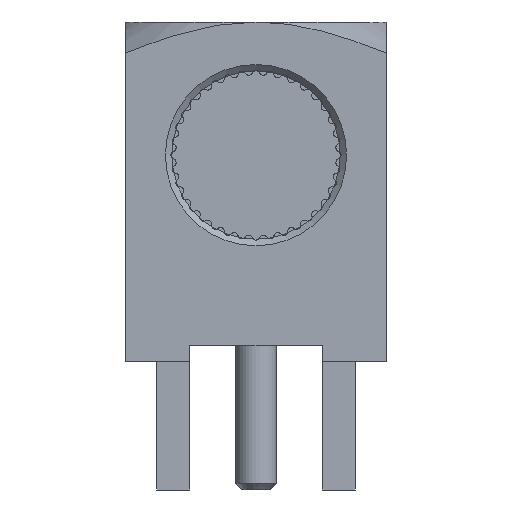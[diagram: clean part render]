
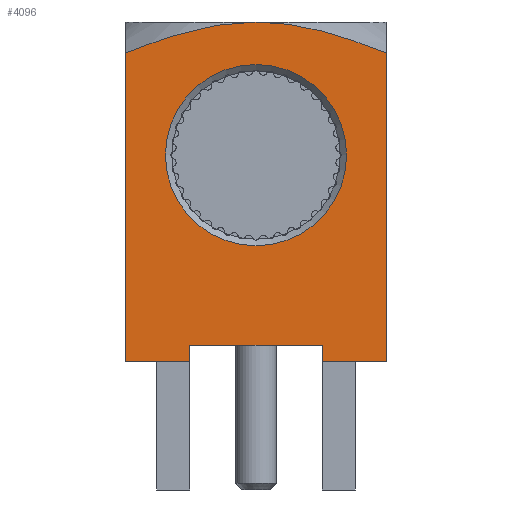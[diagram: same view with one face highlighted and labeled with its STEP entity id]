
A CAD part, left-side view. The second image highlights one B-rep face of the part: STEP entity #4096.
In plain terms, the highlighted planar face has unit normal (-1, 0, 0).
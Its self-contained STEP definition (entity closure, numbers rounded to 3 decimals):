
#19=(
BOUNDED_CURVE()
B_SPLINE_CURVE(2,(#10192,#10193,#10194),.UNSPECIFIED.,.F.,.F.)
B_SPLINE_CURVE_WITH_KNOTS((3,3),(4.133,8.266),
 .UNSPECIFIED.)
CURVE()
GEOMETRIC_REPRESENTATION_ITEM()
RATIONAL_B_SPLINE_CURVE((1.,1.099,1.))
REPRESENTATION_ITEM($)
);
#21=(
BOUNDED_CURVE()
B_SPLINE_CURVE(2,(#10201,#10202,#10203),.UNSPECIFIED.,.F.,.F.)
B_SPLINE_CURVE_WITH_KNOTS((3,3),(0.,4.133),.UNSPECIFIED.)
CURVE()
GEOMETRIC_REPRESENTATION_ITEM()
RATIONAL_B_SPLINE_CURVE((1.,1.099,1.))
REPRESENTATION_ITEM($)
);
#128=FACE_BOUND($,#914,.T.);
#160=CIRCLE($,#4368,2.785);
#278=PLANE($,#4391);
#671=FACE_OUTER_BOUND($,#913,.T.);
#913=EDGE_LOOP($,(#3475,#3476,#3477,#3478,#3479,#3480,#3481,#3482,#3483));
#914=EDGE_LOOP($,(#3484));
#1156=LINE($,#9994,#1389);
#1177=LINE($,#10120,#1410);
#1187=LINE($,#10142,#1420);
#1191=LINE($,#10147,#1424);
#1201=LINE($,#10166,#1434);
#1203=LINE($,#10209,#1436);
#1204=LINE($,#10210,#1437);
#1389=VECTOR($,#4980,4.06);
#1410=VECTOR($,#5039,1.97);
#1420=VECTOR($,#5059,0.5);
#1424=VECTOR($,#5065,0.5);
#1434=VECTOR($,#5089,1.97);
#1436=VECTOR($,#5109,9.483);
#1437=VECTOR($,#5110,9.483);
#1840=VERTEX_POINT($,#9972);
#1850=VERTEX_POINT($,#9992);
#1872=VERTEX_POINT($,#10112);
#1874=VERTEX_POINT($,#10117);
#1875=VERTEX_POINT($,#10119);
#1882=VERTEX_POINT($,#10141);
#1884=VERTEX_POINT($,#10165);
#1890=VERTEX_POINT($,#10190);
#1891=VERTEX_POINT($,#10191);
#1892=VERTEX_POINT($,#10200);
#2395=EDGE_CURVE($,#1840,#1850,#1156,.T.);
#2421=EDGE_CURVE($,#1872,#1872,#160,.T.);
#2424=EDGE_CURVE($,#1875,#1874,#1177,.T.);
#2434=EDGE_CURVE($,#1882,#1840,#1187,.T.);
#2438=EDGE_CURVE($,#1875,#1850,#1191,.T.);
#2448=EDGE_CURVE($,#1884,#1882,#1201,.T.);
#2456=EDGE_CURVE($,#1890,#1891,#19,.T.);
#2459=EDGE_CURVE($,#1892,#1890,#21,.T.);
#2462=EDGE_CURVE($,#1884,#1891,#1203,.T.);
#2463=EDGE_CURVE($,#1874,#1892,#1204,.T.);
#3475=ORIENTED_EDGE($,*,*,#2459,.T.);
#3476=ORIENTED_EDGE($,*,*,#2456,.T.);
#3477=ORIENTED_EDGE($,*,*,#2462,.F.);
#3478=ORIENTED_EDGE($,*,*,#2448,.T.);
#3479=ORIENTED_EDGE($,*,*,#2434,.T.);
#3480=ORIENTED_EDGE($,*,*,#2395,.T.);
#3481=ORIENTED_EDGE($,*,*,#2438,.F.);
#3482=ORIENTED_EDGE($,*,*,#2424,.T.);
#3483=ORIENTED_EDGE($,*,*,#2463,.T.);
#3484=ORIENTED_EDGE($,*,*,#2421,.T.);
#4096=ADVANCED_FACE($,(#671,#128),#278,.T.);
#4368=AXIS2_PLACEMENT_3D($,#10113,#5033,#5034);
#4391=AXIS2_PLACEMENT_3D($,#10208,#5107,#5108);
#4980=DIRECTION($,(0.,-1.,0.));
#5033=DIRECTION('center_axis',(1.,0.,0.));
#5034=DIRECTION('ref_axis',(0.,1.,0.));
#5039=DIRECTION($,(0.,-1.,0.));
#5059=DIRECTION($,(0.,0.,1.));
#5065=DIRECTION($,(0.,0.,1.));
#5089=DIRECTION($,(0.,-1.,0.));
#5107=DIRECTION('center_axis',(-1.,0.,0.));
#5108=DIRECTION('ref_axis',(0.,-1.,0.));
#5109=DIRECTION($,(0.,0.,1.));
#5110=DIRECTION($,(0.,0.,1.));
#9972=CARTESIAN_POINT('',(-4.,2.03,0.5));
#9992=CARTESIAN_POINT('',(-4.,-2.03,0.5));
#9994=CARTESIAN_POINT($,(-4.,2.03,0.5));
#10112=CARTESIAN_POINT('',(-4.,2.785,6.35));
#10113=CARTESIAN_POINT('Origin',(-4.,0.,6.35));
#10117=CARTESIAN_POINT('',(-4.,-4.,0.));
#10119=CARTESIAN_POINT('',(-4.,-2.03,0.));
#10120=CARTESIAN_POINT($,(-4.,-2.03,0.));
#10141=CARTESIAN_POINT('',(-4.,2.03,0.));
#10142=CARTESIAN_POINT($,(-4.,2.03,0.));
#10147=CARTESIAN_POINT($,(-4.,-2.03,0.));
#10165=CARTESIAN_POINT('',(-4.,4.,0.));
#10166=CARTESIAN_POINT($,(-4.,4.,0.));
#10190=CARTESIAN_POINT('',(-4.,0.,10.44));
#10191=CARTESIAN_POINT('',(-4.,4.,9.483));
#10192=CARTESIAN_POINT('Ctrl Pts',(-4.,0.,10.44));
#10193=CARTESIAN_POINT('Ctrl Pts',(-4.,1.657,10.44));
#10194=CARTESIAN_POINT('Ctrl Pts',(-4.,4.,9.483));
#10200=CARTESIAN_POINT('',(-4.,-4.,9.483));
#10201=CARTESIAN_POINT('Ctrl Pts',(-4.,-4.,9.483));
#10202=CARTESIAN_POINT('Ctrl Pts',(-4.,-1.657,10.44));
#10203=CARTESIAN_POINT('Ctrl Pts',(-4.,0.,10.44));
#10208=CARTESIAN_POINT('Origin',(-4.,4.,9.483));
#10209=CARTESIAN_POINT($,(-4.,4.,0.));
#10210=CARTESIAN_POINT($,(-4.,-4.,0.));
